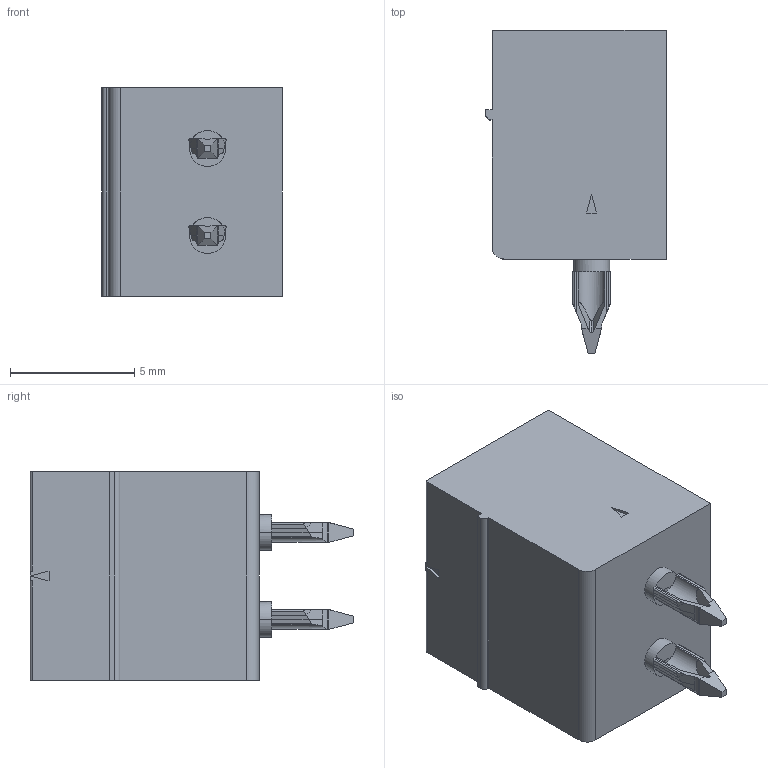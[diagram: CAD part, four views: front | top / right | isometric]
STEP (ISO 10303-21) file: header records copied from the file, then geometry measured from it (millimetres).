
FILE_DESCRIPTION(('SolidDesigner STEP Export'),'1');
FILE_NAME('emcv_1.5-2-g-3.5.stp','2000-11-23T16:15:57',(''),(''), 'SolidDesigner STEP processor Version: 7.0(Mar 1999)for AP214(CD)(Solid Model)', 'CoCreate SolidDesigner: 08.01 19-Jun-2000(C) CoCreate Software GmbH','');
FILE_SCHEMA(('AUTOMOTIVE_DESIGN_CC2 {1 2 10303 214 -1 1 5 1}'));
Length unit declared in the file: millimetre
Products named in the file (2): emcv_1.5-2-g-3.5
Assembly tree (1 placements, depth 2):
  emcv_1.5-2-g-3.5
    emcv_1.5-2-g-3.5
Bounding box: 7.25 x 13 x 8.4 mm (x, y, z)
Volume: 345.7 mm3; surface area: 770.5 mm2
Topology: 1 solids, 1 shells, 240 faces, 607 edges, 382 vertices
Faces by surface type: plane 171, cylinder 65, cone 4
Entity records: 8959 total; most frequent: CARTESIAN_POINT 1361, ORIENTED_EDGE 1214, DIRECTION 1112, EDGE_CURVE 607, VECTOR 438, LINE 438, VERTEX_POINT 382, AXIS2_PLACEMENT_3D 337
